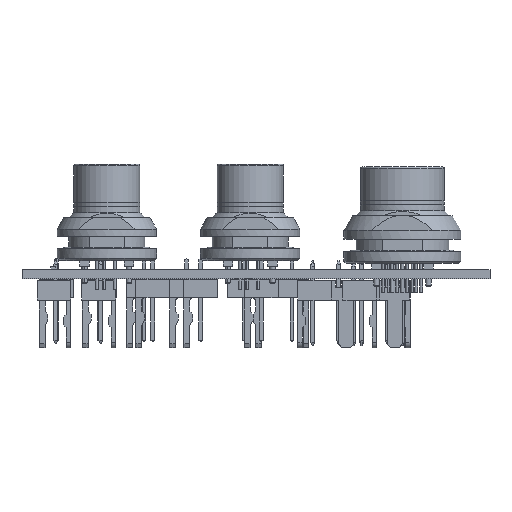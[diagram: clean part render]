
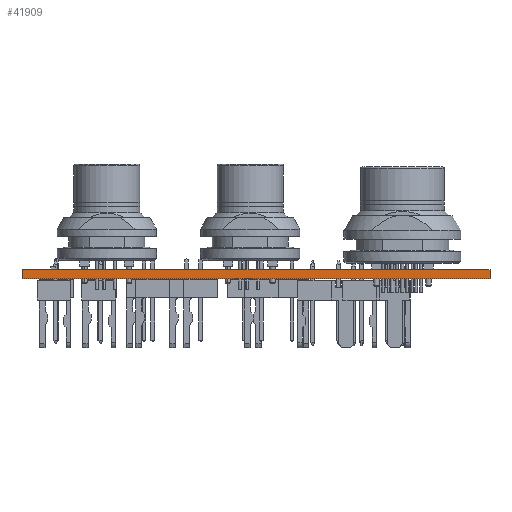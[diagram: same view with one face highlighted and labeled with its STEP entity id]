
A CAD part, left-side view. The second image highlights one B-rep face of the part: STEP entity #41909.
In plain terms, the highlighted planar face has unit normal (-1, 0, 0).
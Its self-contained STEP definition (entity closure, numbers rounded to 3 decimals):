
#41909 = ADVANCED_FACE('',(#41910),#41924,.F.);
#41910 = FACE_BOUND('',#41911,.F.);
#41911 = EDGE_LOOP('',(#41912,#41947,#41975,#42003));
#41912 = ORIENTED_EDGE('',*,*,#41913,.T.);
#41913 = EDGE_CURVE('',#41914,#41916,#41918,.T.);
#41914 = VERTEX_POINT('',#41915);
#41915 = CARTESIAN_POINT('',(68.5,-46.5,0.));
#41916 = VERTEX_POINT('',#41917);
#41917 = CARTESIAN_POINT('',(68.5,-46.5,1.6));
#41918 = SURFACE_CURVE('',#41919,(#41923,#41935),.PCURVE_S1.);
#41919 = LINE('',#41920,#41921);
#41920 = CARTESIAN_POINT('',(68.5,-46.5,0.));
#41921 = VECTOR('',#41922,1.);
#41922 = DIRECTION('',(0.,0.,1.));
#41923 = PCURVE('',#41924,#41929);
#41924 = PLANE('',#41925);
#41925 = AXIS2_PLACEMENT_3D('',#41926,#41927,#41928);
#41926 = CARTESIAN_POINT('',(68.5,-46.5,0.));
#41927 = DIRECTION('',(1.,0.,0.));
#41928 = DIRECTION('',(0.,-1.,0.));
#41929 = DEFINITIONAL_REPRESENTATION('',(#41930),#41934);
#41930 = LINE('',#41931,#41932);
#41931 = CARTESIAN_POINT('',(0.,0.));
#41932 = VECTOR('',#41933,1.);
#41933 = DIRECTION('',(0.,-1.));
#41934 = ( GEOMETRIC_REPRESENTATION_CONTEXT(2) 
PARAMETRIC_REPRESENTATION_CONTEXT() REPRESENTATION_CONTEXT('2D SPACE',''
  ) );
#41935 = PCURVE('',#41936,#41941);
#41936 = PLANE('',#41937);
#41937 = AXIS2_PLACEMENT_3D('',#41938,#41939,#41940);
#41938 = CARTESIAN_POINT('',(166.5,-46.5,0.));
#41939 = DIRECTION('',(0.,-1.,0.));
#41940 = DIRECTION('',(-1.,0.,0.));
#41941 = DEFINITIONAL_REPRESENTATION('',(#41942),#41946);
#41942 = LINE('',#41943,#41944);
#41943 = CARTESIAN_POINT('',(98.,0.));
#41944 = VECTOR('',#41945,1.);
#41945 = DIRECTION('',(0.,-1.));
#41946 = ( GEOMETRIC_REPRESENTATION_CONTEXT(2) 
PARAMETRIC_REPRESENTATION_CONTEXT() REPRESENTATION_CONTEXT('2D SPACE',''
  ) );
#41947 = ORIENTED_EDGE('',*,*,#41948,.T.);
#41948 = EDGE_CURVE('',#41916,#41949,#41951,.T.);
#41949 = VERTEX_POINT('',#41950);
#41950 = CARTESIAN_POINT('',(68.5,-126.5,1.6));
#41951 = SURFACE_CURVE('',#41952,(#41956,#41963),.PCURVE_S1.);
#41952 = LINE('',#41953,#41954);
#41953 = CARTESIAN_POINT('',(68.5,-46.5,1.6));
#41954 = VECTOR('',#41955,1.);
#41955 = DIRECTION('',(0.,-1.,0.));
#41956 = PCURVE('',#41924,#41957);
#41957 = DEFINITIONAL_REPRESENTATION('',(#41958),#41962);
#41958 = LINE('',#41959,#41960);
#41959 = CARTESIAN_POINT('',(0.,-1.6));
#41960 = VECTOR('',#41961,1.);
#41961 = DIRECTION('',(1.,0.));
#41962 = ( GEOMETRIC_REPRESENTATION_CONTEXT(2) 
PARAMETRIC_REPRESENTATION_CONTEXT() REPRESENTATION_CONTEXT('2D SPACE',''
  ) );
#41963 = PCURVE('',#41964,#41969);
#41964 = PLANE('',#41965);
#41965 = AXIS2_PLACEMENT_3D('',#41966,#41967,#41968);
#41966 = CARTESIAN_POINT('',(116.152,-85.152,1.6));
#41967 = DIRECTION('',(0.,0.,1.));
#41968 = DIRECTION('',(1.,0.,0.));
#41969 = DEFINITIONAL_REPRESENTATION('',(#41970),#41974);
#41970 = LINE('',#41971,#41972);
#41971 = CARTESIAN_POINT('',(-47.652,38.652));
#41972 = VECTOR('',#41973,1.);
#41973 = DIRECTION('',(0.,-1.));
#41974 = ( GEOMETRIC_REPRESENTATION_CONTEXT(2) 
PARAMETRIC_REPRESENTATION_CONTEXT() REPRESENTATION_CONTEXT('2D SPACE',''
  ) );
#41975 = ORIENTED_EDGE('',*,*,#41976,.F.);
#41976 = EDGE_CURVE('',#41977,#41949,#41979,.T.);
#41977 = VERTEX_POINT('',#41978);
#41978 = CARTESIAN_POINT('',(68.5,-126.5,0.));
#41979 = SURFACE_CURVE('',#41980,(#41984,#41991),.PCURVE_S1.);
#41980 = LINE('',#41981,#41982);
#41981 = CARTESIAN_POINT('',(68.5,-126.5,0.));
#41982 = VECTOR('',#41983,1.);
#41983 = DIRECTION('',(0.,0.,1.));
#41984 = PCURVE('',#41924,#41985);
#41985 = DEFINITIONAL_REPRESENTATION('',(#41986),#41990);
#41986 = LINE('',#41987,#41988);
#41987 = CARTESIAN_POINT('',(80.,0.));
#41988 = VECTOR('',#41989,1.);
#41989 = DIRECTION('',(0.,-1.));
#41990 = ( GEOMETRIC_REPRESENTATION_CONTEXT(2) 
PARAMETRIC_REPRESENTATION_CONTEXT() REPRESENTATION_CONTEXT('2D SPACE',''
  ) );
#41991 = PCURVE('',#41992,#41997);
#41992 = PLANE('',#41993);
#41993 = AXIS2_PLACEMENT_3D('',#41994,#41995,#41996);
#41994 = CARTESIAN_POINT('',(68.5,-126.5,0.));
#41995 = DIRECTION('',(0.,1.,0.));
#41996 = DIRECTION('',(1.,0.,0.));
#41997 = DEFINITIONAL_REPRESENTATION('',(#41998),#42002);
#41998 = LINE('',#41999,#42000);
#41999 = CARTESIAN_POINT('',(0.,0.));
#42000 = VECTOR('',#42001,1.);
#42001 = DIRECTION('',(0.,-1.));
#42002 = ( GEOMETRIC_REPRESENTATION_CONTEXT(2) 
PARAMETRIC_REPRESENTATION_CONTEXT() REPRESENTATION_CONTEXT('2D SPACE',''
  ) );
#42003 = ORIENTED_EDGE('',*,*,#42004,.F.);
#42004 = EDGE_CURVE('',#41914,#41977,#42005,.T.);
#42005 = SURFACE_CURVE('',#42006,(#42010,#42017),.PCURVE_S1.);
#42006 = LINE('',#42007,#42008);
#42007 = CARTESIAN_POINT('',(68.5,-46.5,0.));
#42008 = VECTOR('',#42009,1.);
#42009 = DIRECTION('',(0.,-1.,0.));
#42010 = PCURVE('',#41924,#42011);
#42011 = DEFINITIONAL_REPRESENTATION('',(#42012),#42016);
#42012 = LINE('',#42013,#42014);
#42013 = CARTESIAN_POINT('',(0.,0.));
#42014 = VECTOR('',#42015,1.);
#42015 = DIRECTION('',(1.,0.));
#42016 = ( GEOMETRIC_REPRESENTATION_CONTEXT(2) 
PARAMETRIC_REPRESENTATION_CONTEXT() REPRESENTATION_CONTEXT('2D SPACE',''
  ) );
#42017 = PCURVE('',#42018,#42023);
#42018 = PLANE('',#42019);
#42019 = AXIS2_PLACEMENT_3D('',#42020,#42021,#42022);
#42020 = CARTESIAN_POINT('',(116.152,-85.152,0.));
#42021 = DIRECTION('',(0.,0.,1.));
#42022 = DIRECTION('',(1.,0.,0.));
#42023 = DEFINITIONAL_REPRESENTATION('',(#42024),#42028);
#42024 = LINE('',#42025,#42026);
#42025 = CARTESIAN_POINT('',(-47.652,38.652));
#42026 = VECTOR('',#42027,1.);
#42027 = DIRECTION('',(0.,-1.));
#42028 = ( GEOMETRIC_REPRESENTATION_CONTEXT(2) 
PARAMETRIC_REPRESENTATION_CONTEXT() REPRESENTATION_CONTEXT('2D SPACE',''
  ) );
